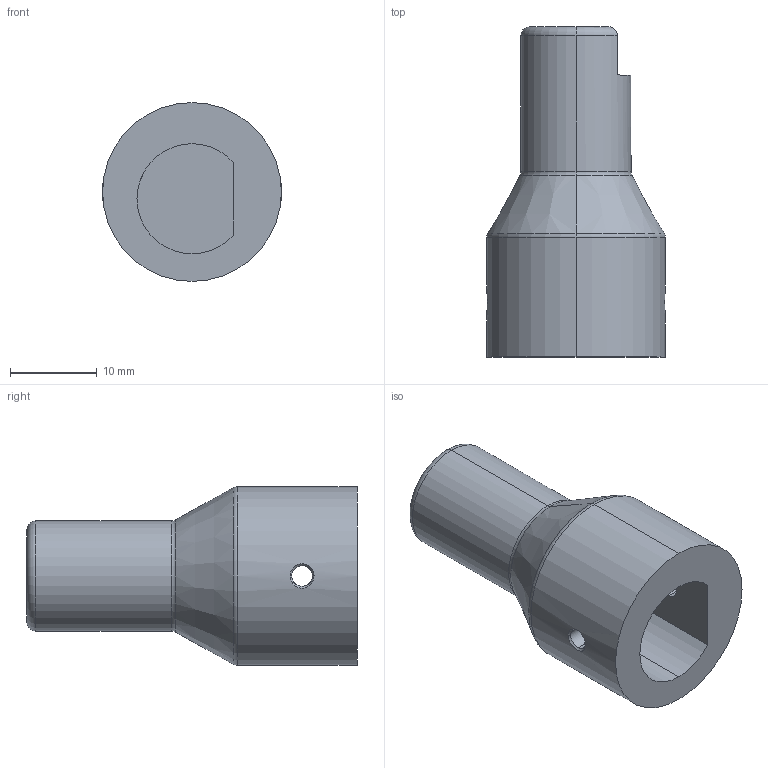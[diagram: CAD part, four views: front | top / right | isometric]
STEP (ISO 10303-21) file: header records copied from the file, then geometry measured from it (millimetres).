
FILE_DESCRIPTION (( 'STEP AP214' ), '1' );
FILE_NAME ('Part 8.STEP', '2025-03-07T11:54:35', ( '' ), ( '' ), 'SwSTEP 2.0', 'SolidWorks 2023', '' );
FILE_SCHEMA (( 'AUTOMOTIVE_DESIGN' ));
Length unit declared in the file: millimetre
Products named in the file (1): Part 8
Bounding box: 20.64 x 38.1 x 20.64 mm (x, y, z)
Volume: 7167 mm3; surface area: 2889.8 mm2
Topology: 1 solids, 1 shells, 31 faces, 71 edges, 43 vertices
Faces by surface type: cylinder 12, torus 7, plane 6, bspline 4, cone 2
Entity records: 3258 total; most frequent: CARTESIAN_POINT 2551, ORIENTED_EDGE 142, DIRECTION 139, EDGE_CURVE 71, AXIS2_PLACEMENT_3D 59, VERTEX_POINT 43, EDGE_LOOP 36, FACE_OUTER_BOUND 31
